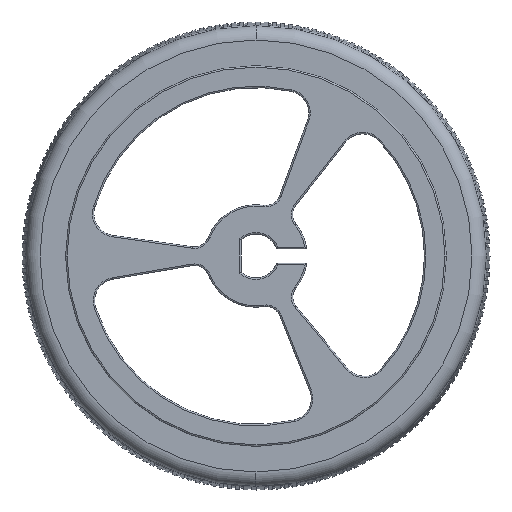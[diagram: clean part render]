
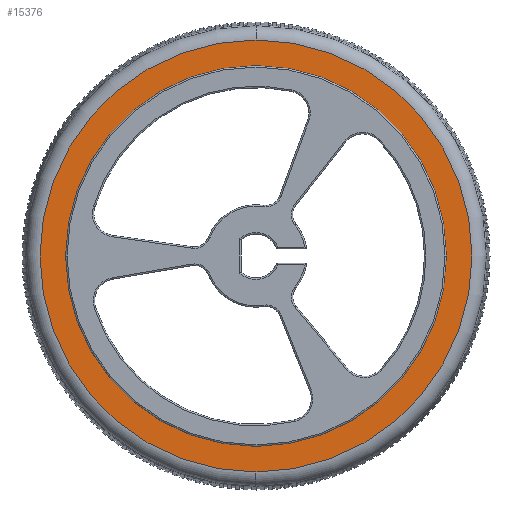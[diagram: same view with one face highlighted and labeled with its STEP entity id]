
A CAD part, left-side view. The second image highlights one B-rep face of the part: STEP entity #15376.
In plain terms, the highlighted planar face has unit normal (-1, 0, 0).
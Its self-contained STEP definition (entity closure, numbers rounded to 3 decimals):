
#3666 = EDGE_CURVE ( 'NONE', #16928, #16919, #21635, .T. ) ;
#3733 = EDGE_CURVE ( 'NONE', #14474, #14482, #21667, .T. ) ;
#4757 = ORIENTED_EDGE ( 'NONE', *, *, #3666, .T. ) ;
#4759 = ORIENTED_EDGE ( 'NONE', *, *, #11445, .T. ) ;
#4760 = ORIENTED_EDGE ( 'NONE', *, *, #11410, .F. ) ;
#4761 = ORIENTED_EDGE ( 'NONE', *, *, #3733, .F. ) ;
#6665 = EDGE_LOOP ( 'NONE', ( #4757, #4759 ) ) ;
#6679 = EDGE_LOOP ( 'NONE', ( #4760, #4761 ) ) ;
#11410 = EDGE_CURVE ( 'NONE', #14482, #14474, #18265, .T. ) ;
#11445 = EDGE_CURVE ( 'NONE', #16919, #16928, #18287, .T. ) ;
#14474 = VERTEX_POINT ( 'NONE', #25000 ) ;
#14482 = VERTEX_POINT ( 'NONE', #25285 ) ;
#15376 = ADVANCED_FACE ( 'NONE', ( #18907, #18909 ), #26356, .F. ) ;
#16919 = VERTEX_POINT ( 'NONE', #31557 ) ;
#16928 = VERTEX_POINT ( 'NONE', #31910 ) ;
#18265 = CIRCLE ( 'NONE', #20532, 13. ) ;
#18287 = CIRCLE ( 'NONE', #20554, 14.75 ) ;
#18907 = FACE_OUTER_BOUND ( 'NONE', #6665, .T. ) ;
#18909 = FACE_BOUND ( 'NONE', #6679, .T. ) ;
#20280 = CARTESIAN_POINT ( 'NONE',  ( 0., 0., 0. ) ) ;
#20281 = DIRECTION ( 'NONE',  ( -1., 0., 0. ) ) ;
#20282 = DIRECTION ( 'NONE',  ( 0., 0., 1. ) ) ;
#20384 = CARTESIAN_POINT ( 'NONE',  ( 0., 0., 0. ) ) ;
#20385 = DIRECTION ( 'NONE',  ( -1., 0., 0. ) ) ;
#20386 = DIRECTION ( 'NONE',  ( 0., 0., -1. ) ) ;
#20532 = AXIS2_PLACEMENT_3D ( 'NONE', #20280, #20281, #20282 ) ;
#20554 = AXIS2_PLACEMENT_3D ( 'NONE', #20384, #20385, #20386 ) ;
#20806 = AXIS2_PLACEMENT_3D ( 'NONE', #26352, #26346, #26360 ) ;
#21635 = CIRCLE ( 'NONE', #22602, 14.75 ) ;
#21667 = CIRCLE ( 'NONE', #22620, 13. ) ;
#22602 = AXIS2_PLACEMENT_3D ( 'NONE', #28026, #28027, #28028 ) ;
#22620 = AXIS2_PLACEMENT_3D ( 'NONE', #28116, #28117, #28118 ) ;
#25000 = CARTESIAN_POINT ( 'NONE',  ( 0., 0., -13. ) ) ;
#25285 = CARTESIAN_POINT ( 'NONE',  ( 0., 0., 13. ) ) ;
#26346 = DIRECTION ( 'NONE',  ( 1., 0., 0. ) ) ;
#26352 = CARTESIAN_POINT ( 'NONE',  ( 0., 0., -13. ) ) ;
#26356 = PLANE ( 'NONE',  #20806 ) ;
#26360 = DIRECTION ( 'NONE',  ( 0., 0., -1. ) ) ;
#28026 = CARTESIAN_POINT ( 'NONE',  ( 0., 0., 0. ) ) ;
#28027 = DIRECTION ( 'NONE',  ( -1., 0., 0. ) ) ;
#28028 = DIRECTION ( 'NONE',  ( 0., 0., -1. ) ) ;
#28116 = CARTESIAN_POINT ( 'NONE',  ( 0., 0., 0. ) ) ;
#28117 = DIRECTION ( 'NONE',  ( -1., 0., 0. ) ) ;
#28118 = DIRECTION ( 'NONE',  ( 0., 0., 1. ) ) ;
#31557 = CARTESIAN_POINT ( 'NONE',  ( 0., 0., -14.75 ) ) ;
#31910 = CARTESIAN_POINT ( 'NONE',  ( 0., 0., 14.75 ) ) ;
